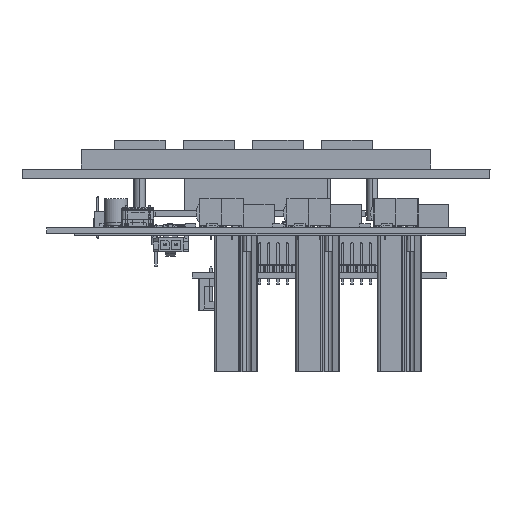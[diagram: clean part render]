
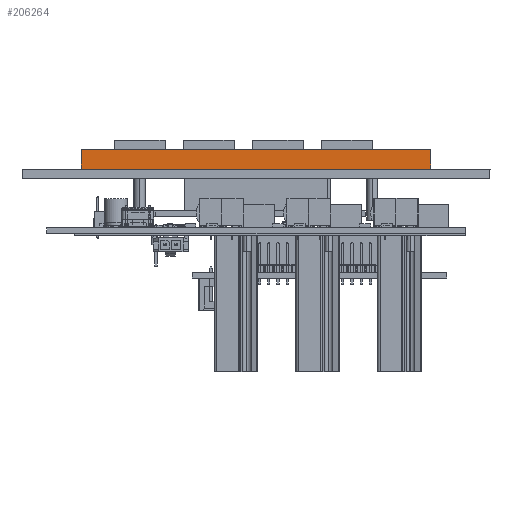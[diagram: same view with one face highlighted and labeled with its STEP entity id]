
A CAD part, left-side view. The second image highlights one B-rep face of the part: STEP entity #206264.
In plain terms, the highlighted planar face has unit normal (-1, 0, 0).
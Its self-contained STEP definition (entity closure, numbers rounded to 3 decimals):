
#205610 = EDGE_CURVE('',#205611,#205613,#205615,.T.);
#205611 = VERTEX_POINT('',#205612);
#205612 = CARTESIAN_POINT('',(0.,96.,0.));
#205613 = VERTEX_POINT('',#205614);
#205614 = CARTESIAN_POINT('',(0.,0.,0.));
#205615 = LINE('',#205616,#205617);
#205616 = CARTESIAN_POINT('',(0.,0.,0.));
#205617 = VECTOR('',#205618,1.);
#205618 = DIRECTION('',(0.,-1.,0.));
#205956 = EDGE_CURVE('',#205957,#205959,#205961,.T.);
#205957 = VERTEX_POINT('',#205958);
#205958 = CARTESIAN_POINT('',(0.,96.,5.4));
#205959 = VERTEX_POINT('',#205960);
#205960 = CARTESIAN_POINT('',(0.,0.,5.4));
#205961 = LINE('',#205962,#205963);
#205962 = CARTESIAN_POINT('',(0.,0.,5.4));
#205963 = VECTOR('',#205964,1.);
#205964 = DIRECTION('',(0.,-1.,0.));
#206264 = ADVANCED_FACE('',(#206265),#206281,.F.);
#206265 = FACE_BOUND('',#206266,.T.);
#206266 = EDGE_LOOP('',(#206267,#206268,#206274,#206275));
#206267 = ORIENTED_EDGE('',*,*,#205610,.T.);
#206268 = ORIENTED_EDGE('',*,*,#206269,.F.);
#206269 = EDGE_CURVE('',#205959,#205613,#206270,.T.);
#206270 = LINE('',#206271,#206272);
#206271 = CARTESIAN_POINT('',(0.,0.,5.4));
#206272 = VECTOR('',#206273,1.);
#206273 = DIRECTION('',(0.,0.,-1.));
#206274 = ORIENTED_EDGE('',*,*,#205956,.F.);
#206275 = ORIENTED_EDGE('',*,*,#206276,.T.);
#206276 = EDGE_CURVE('',#205957,#205611,#206277,.T.);
#206277 = LINE('',#206278,#206279);
#206278 = CARTESIAN_POINT('',(0.,96.,5.4));
#206279 = VECTOR('',#206280,1.);
#206280 = DIRECTION('',(0.,0.,-1.));
#206281 = PLANE('',#206282);
#206282 = AXIS2_PLACEMENT_3D('',#206283,#206284,#206285);
#206283 = CARTESIAN_POINT('',(0.,0.,5.4));
#206284 = DIRECTION('',(1.,0.,0.));
#206285 = DIRECTION('',(0.,0.,-1.));
